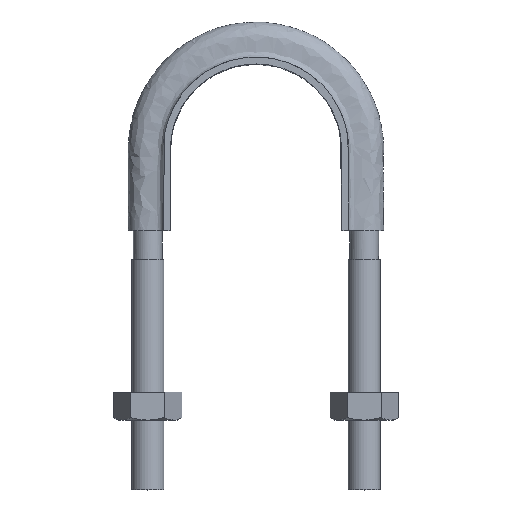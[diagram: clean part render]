
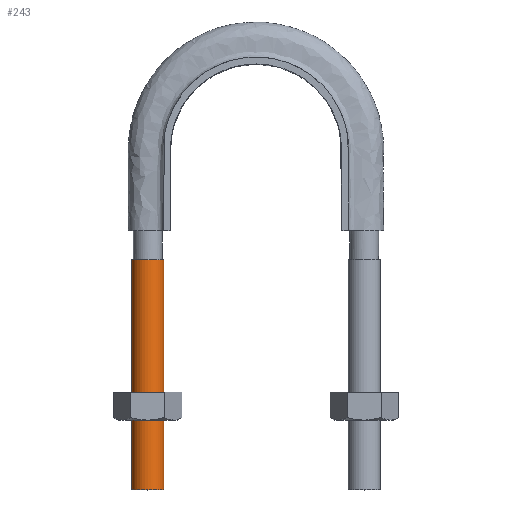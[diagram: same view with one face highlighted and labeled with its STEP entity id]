
A CAD part, top view. The second image highlights one B-rep face of the part: STEP entity #243.
In plain terms, the highlighted cylindrical face has radius 4.6 mm (diameter 9.2 mm), a full revolution.
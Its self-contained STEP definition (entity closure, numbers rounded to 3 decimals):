
#243 = ADVANCED_FACE( '', ( #352, #353 ), #354, .T. );
#352 = FACE_OUTER_BOUND( '', #1349, .T. );
#353 = FACE_OUTER_BOUND( '', #1350, .T. );
#354 = CYLINDRICAL_SURFACE( '', #1351, 4.6 );
#1349 = EDGE_LOOP( '', ( #1627 ) );
#1350 = EDGE_LOOP( '', ( #1628 ) );
#1351 = AXIS2_PLACEMENT_3D( '', #1629, #1630, #1631 );
#1627 = ORIENTED_EDGE( '', *, *, #2050, .T. );
#1628 = ORIENTED_EDGE( '', *, *, #2049, .F. );
#1629 = CARTESIAN_POINT( '', ( -31., 66., 0. ) );
#1630 = DIRECTION( '', ( 0., 1., 0. ) );
#1631 = DIRECTION( '', ( 1., 0., 0. ) );
#2049 = EDGE_CURVE( '', #2229, #2229, #2230, .T. );
#2050 = EDGE_CURVE( '', #2231, #2231, #2232, .T. );
#2229 = VERTEX_POINT( '', #2719 );
#2230 = CIRCLE( '', #2720, 4.6 );
#2231 = VERTEX_POINT( '', #2721 );
#2232 = CIRCLE( '', #2722, 4.6 );
#2719 = CARTESIAN_POINT( '', ( -26.4, 0., 0. ) );
#2720 = AXIS2_PLACEMENT_3D( '', #3111, #3112, #3113 );
#2721 = CARTESIAN_POINT( '', ( -26.4, 66., 0. ) );
#2722 = AXIS2_PLACEMENT_3D( '', #3114, #3115, #3116 );
#3111 = CARTESIAN_POINT( '', ( -31., 0., 0. ) );
#3112 = DIRECTION( '', ( 0., -1., 0. ) );
#3113 = DIRECTION( '', ( 1., 0., 0. ) );
#3114 = CARTESIAN_POINT( '', ( -31., 66., 0. ) );
#3115 = DIRECTION( '', ( 0., -1., 0. ) );
#3116 = DIRECTION( '', ( 1., 0., 0. ) );
